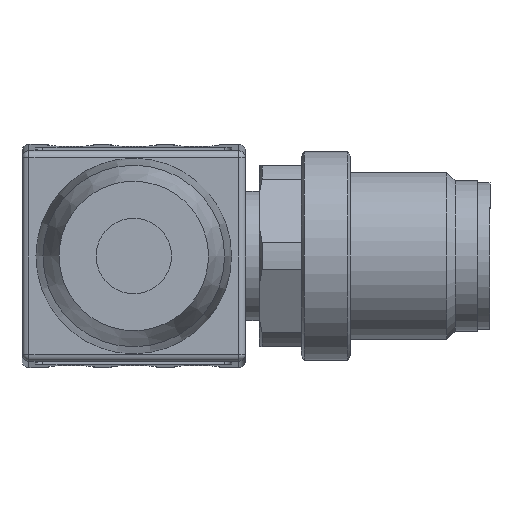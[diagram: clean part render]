
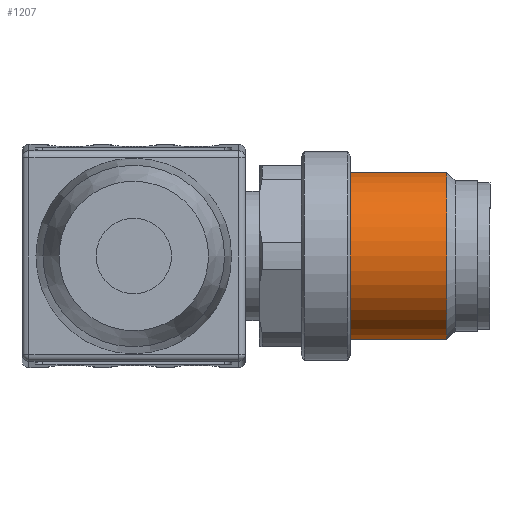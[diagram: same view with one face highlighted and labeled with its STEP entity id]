
A CAD part, left-side view. The second image highlights one B-rep face of the part: STEP entity #1207.
In plain terms, the highlighted cylindrical face has radius 6 mm (diameter 12 mm), a full revolution.
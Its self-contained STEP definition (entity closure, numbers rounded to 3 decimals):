
#160=FACE_BOUND('',#1867,.T.);
#161=FACE_BOUND('',#1868,.T.);
#280=CIRCLE('',#4907,6.);
#281=CIRCLE('',#4909,6.);
#1207=ADVANCED_FACE('',(#160,#161),#1396,.T.);
#1396=CYLINDRICAL_SURFACE('',#4910,6.);
#1867=EDGE_LOOP('',(#2906));
#1868=EDGE_LOOP('',(#2907));
#2906=ORIENTED_EDGE('',*,*,#4380,.F.);
#2907=ORIENTED_EDGE('',*,*,#4381,.T.);
#3842=VERTEX_POINT('',#7673);
#3843=VERTEX_POINT('',#7676);
#4380=EDGE_CURVE('',#3842,#3842,#280,.T.);
#4381=EDGE_CURVE('',#3843,#3843,#281,.T.);
#4907=AXIS2_PLACEMENT_3D('',#7672,#5730,#5731);
#4909=AXIS2_PLACEMENT_3D('',#7675,#5734,#5735);
#4910=AXIS2_PLACEMENT_3D('',#7677,#5736,#5737);
#5730=DIRECTION('',(0.,-1.,0.));
#5731=DIRECTION('',(0.5,0.,-0.866));
#5734=DIRECTION('',(0.,-1.,0.));
#5735=DIRECTION('',(0.866,0.,-0.5));
#5736=DIRECTION('',(0.,-1.,0.));
#5737=DIRECTION('',(0.5,0.,-0.866));
#7672=CARTESIAN_POINT('',(177.101,-22.4,0.));
#7673=CARTESIAN_POINT('',(180.101,-22.4,-5.196));
#7675=CARTESIAN_POINT('',(177.101,-15.5,0.));
#7676=CARTESIAN_POINT('',(182.297,-15.5,-3.));
#7677=CARTESIAN_POINT('',(177.101,-24.5,0.));
